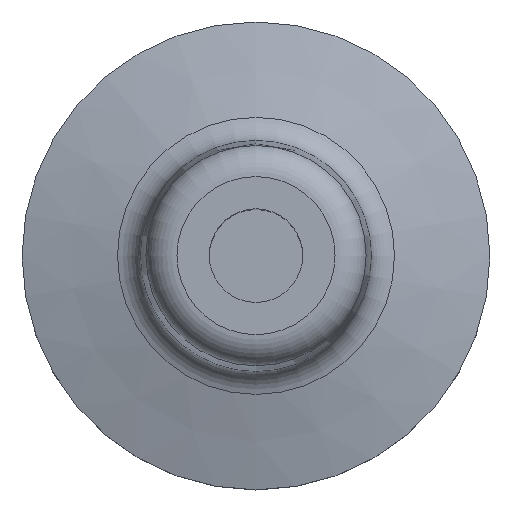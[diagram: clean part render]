
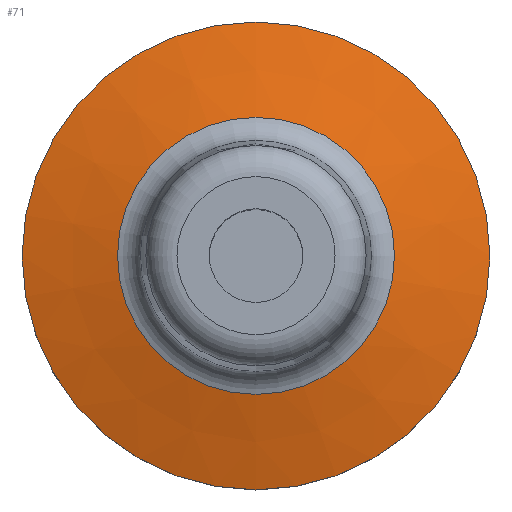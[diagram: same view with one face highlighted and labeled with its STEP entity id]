
A CAD part, top view. The second image highlights one B-rep face of the part: STEP entity #71.
In plain terms, the highlighted conical face has half-angle 75 degrees and reference radius 8.88 mm.
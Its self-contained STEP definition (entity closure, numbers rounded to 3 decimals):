
#47=CONICAL_SURFACE('',#263,8.88,75.);
#71=ADVANCED_FACE('',(#108,#109),#47,.T.);
#108=FACE_BOUND('',#141,.T.);
#109=FACE_BOUND('',#142,.T.);
#141=EDGE_LOOP('',(#175));
#142=EDGE_LOOP('',(#176));
#175=ORIENTED_EDGE('',*,*,#209,.F.);
#176=ORIENTED_EDGE('',*,*,#212,.T.);
#192=VERTEX_POINT('',#376);
#195=VERTEX_POINT('',#385);
#209=EDGE_CURVE('',#192,#192,#226,.T.);
#212=EDGE_CURVE('',#195,#195,#229,.T.);
#226=CIRCLE('',#255,15.);
#229=CIRCLE('',#261,8.88);
#255=AXIS2_PLACEMENT_3D('',#375,#315,#316);
#261=AXIS2_PLACEMENT_3D('',#384,#327,#328);
#263=AXIS2_PLACEMENT_3D('',#387,#331,#332);
#315=DIRECTION('',(0.,0.,-1.));
#316=DIRECTION('',(0.,1.,0.));
#327=DIRECTION('',(0.,0.,-1.));
#328=DIRECTION('',(0.,1.,0.));
#331=DIRECTION('',(0.,0.,-1.));
#332=DIRECTION('',(0.,1.,0.));
#375=CARTESIAN_POINT('',(0.,0.,5.));
#376=CARTESIAN_POINT('',(0.,15.,5.));
#384=CARTESIAN_POINT('',(0.,0.,6.64));
#385=CARTESIAN_POINT('',(0.,8.88,6.64));
#387=CARTESIAN_POINT('',(0.,0.,6.64));
